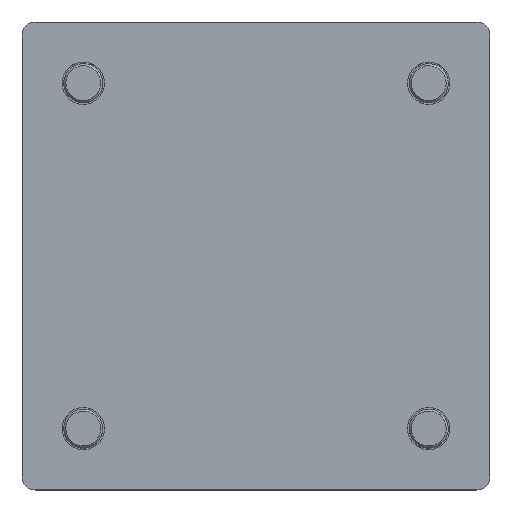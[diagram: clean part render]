
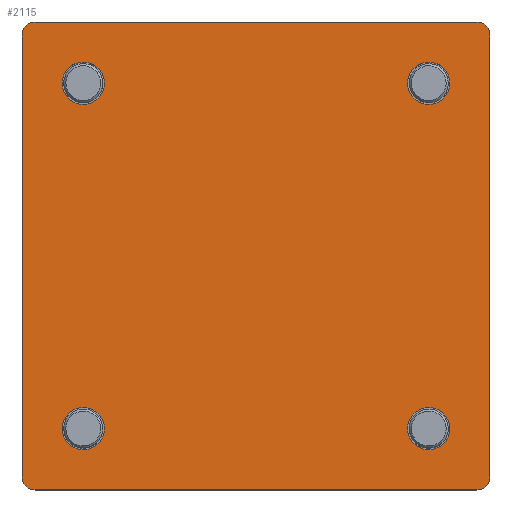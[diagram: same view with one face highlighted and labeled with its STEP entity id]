
A CAD part, top view. The second image highlights one B-rep face of the part: STEP entity #2115.
In plain terms, the highlighted planar face has unit normal (0, 0, 1).
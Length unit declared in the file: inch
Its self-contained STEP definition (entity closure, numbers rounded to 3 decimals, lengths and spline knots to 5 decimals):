
#31 = AXIS2_PLACEMENT_3D ( 'NONE', #1055, #792, #1851 ) ;
#66 = VERTEX_POINT ( 'NONE', #3145 ) ;
#71 = VERTEX_POINT ( 'NONE', #1222 ) ;
#127 = DIRECTION ( 'NONE',  ( 0., -1., 0. ) ) ;
#131 = VECTOR ( 'NONE', #127, 39.37008 ) ;
#138 = CIRCLE ( 'NONE', #1689, 0.203 ) ;
#139 = CARTESIAN_POINT ( 'NONE',  ( 1.458, -1.661, 0.625 ) ) ;
#150 = FACE_BOUND ( 'NONE', #1148, .T. ) ;
#209 = VERTEX_POINT ( 'NONE', #3065 ) ;
#309 = CARTESIAN_POINT ( 'NONE',  ( -2.25, 2.25, 0.625 ) ) ;
#318 = ORIENTED_EDGE ( 'NONE', *, *, #2922, .F. ) ;
#325 = CARTESIAN_POINT ( 'NONE',  ( -2.125, 2.25, 0.625 ) ) ;
#348 = DIRECTION ( 'NONE',  ( 0., 0., 1. ) ) ;
#396 = ORIENTED_EDGE ( 'NONE', *, *, #1572, .T. ) ;
#423 = AXIS2_PLACEMENT_3D ( 'NONE', #2666, #1254, #1274 ) ;
#428 = ORIENTED_EDGE ( 'NONE', *, *, #1548, .T. ) ;
#445 = ORIENTED_EDGE ( 'NONE', *, *, #2549, .F. ) ;
#448 = DIRECTION ( 'NONE',  ( -1., 0., 0. ) ) ;
#453 = EDGE_CURVE ( 'NONE', #2019, #3107, #2595, .T. ) ;
#480 = CIRCLE ( 'NONE', #1708, 0.203 ) ;
#493 = DIRECTION ( 'NONE',  ( -1., 0., 0. ) ) ;
#558 = DIRECTION ( 'NONE',  ( -1., 0., 0. ) ) ;
#573 = EDGE_LOOP ( 'NONE', ( #1275, #966 ) ) ;
#589 = ORIENTED_EDGE ( 'NONE', *, *, #3024, .T. ) ;
#611 = AXIS2_PLACEMENT_3D ( 'NONE', #3463, #1832, #1015 ) ;
#615 = VERTEX_POINT ( 'NONE', #3468 ) ;
#640 = CARTESIAN_POINT ( 'NONE',  ( 1.458, 1.661, 0.625 ) ) ;
#654 = CARTESIAN_POINT ( 'NONE',  ( -2.125, -2.25, 0.625 ) ) ;
#657 = CARTESIAN_POINT ( 'NONE',  ( -1.661, 1.661, 0.625 ) ) ;
#671 = DIRECTION ( 'NONE',  ( -1., 0., 0. ) ) ;
#693 = FACE_BOUND ( 'NONE', #573, .T. ) ;
#718 = ORIENTED_EDGE ( 'NONE', *, *, #2056, .T. ) ;
#732 = PLANE ( 'NONE',  #423 ) ;
#742 = DIRECTION ( 'NONE',  ( 0., 0., 1. ) ) ;
#792 = DIRECTION ( 'NONE',  ( 0., 0., 1. ) ) ;
#817 = AXIS2_PLACEMENT_3D ( 'NONE', #1968, #2774, #1639 ) ;
#858 = DIRECTION ( 'NONE',  ( 0., 1., 0. ) ) ;
#870 = CIRCLE ( 'NONE', #2308, 0.203 ) ;
#883 = CARTESIAN_POINT ( 'NONE',  ( 1.864, -1.661, 0.625 ) ) ;
#898 = CARTESIAN_POINT ( 'NONE',  ( -2.25, -2.25, 0.625 ) ) ;
#925 = VERTEX_POINT ( 'NONE', #1515 ) ;
#953 = VERTEX_POINT ( 'NONE', #1545 ) ;
#966 = ORIENTED_EDGE ( 'NONE', *, *, #3074, .F. ) ;
#1015 = DIRECTION ( 'NONE',  ( -1., 0., 0. ) ) ;
#1049 = CARTESIAN_POINT ( 'NONE',  ( 1.661, -1.661, 0.625 ) ) ;
#1055 = CARTESIAN_POINT ( 'NONE',  ( -1.661, -1.661, 0.625 ) ) ;
#1087 = CARTESIAN_POINT ( 'NONE',  ( 1.661, 1.661, 0.625 ) ) ;
#1146 = VERTEX_POINT ( 'NONE', #325 ) ;
#1148 = EDGE_LOOP ( 'NONE', ( #3151, #445 ) ) ;
#1217 = AXIS2_PLACEMENT_3D ( 'NONE', #1049, #1843, #493 ) ;
#1222 = CARTESIAN_POINT ( 'NONE',  ( -1.864, 1.661, 0.625 ) ) ;
#1254 = DIRECTION ( 'NONE',  ( 0., 0., -1. ) ) ;
#1274 = DIRECTION ( 'NONE',  ( -1., 0., 0. ) ) ;
#1275 = ORIENTED_EDGE ( 'NONE', *, *, #2669, .F. ) ;
#1288 = VERTEX_POINT ( 'NONE', #654 ) ;
#1304 = ORIENTED_EDGE ( 'NONE', *, *, #2020, .T. ) ;
#1308 = FACE_BOUND ( 'NONE', #3299, .T. ) ;
#1408 = VERTEX_POINT ( 'NONE', #3432 ) ;
#1449 = CIRCLE ( 'NONE', #2317, 0.125 ) ;
#1505 = DIRECTION ( 'NONE',  ( -1., 0., 0. ) ) ;
#1515 = CARTESIAN_POINT ( 'NONE',  ( -1.458, -1.661, 0.625 ) ) ;
#1545 = CARTESIAN_POINT ( 'NONE',  ( -1.458, 1.661, 0.625 ) ) ;
#1548 = EDGE_CURVE ( 'NONE', #1697, #1288, #2978, .T. ) ;
#1552 = CARTESIAN_POINT ( 'NONE',  ( -1.661, -1.661, 0.625 ) ) ;
#1568 = CIRCLE ( 'NONE', #31, 0.203 ) ;
#1572 = EDGE_CURVE ( 'NONE', #1288, #2271, #2414, .T. ) ;
#1580 = DIRECTION ( 'NONE',  ( -1., 0., 0. ) ) ;
#1600 = DIRECTION ( 'NONE',  ( 1., 0., 0. ) ) ;
#1634 = DIRECTION ( 'NONE',  ( 0., 0., 1. ) ) ;
#1639 = DIRECTION ( 'NONE',  ( -1., 0., 0. ) ) ;
#1645 = AXIS2_PLACEMENT_3D ( 'NONE', #657, #2846, #1505 ) ;
#1649 = DIRECTION ( 'NONE',  ( -1., 0., 0. ) ) ;
#1689 = AXIS2_PLACEMENT_3D ( 'NONE', #2059, #3111, #3379 ) ;
#1697 = VERTEX_POINT ( 'NONE', #2160 ) ;
#1708 = AXIS2_PLACEMENT_3D ( 'NONE', #1552, #2102, #448 ) ;
#1741 = ORIENTED_EDGE ( 'NONE', *, *, #3525, .F. ) ;
#1832 = DIRECTION ( 'NONE',  ( 0., 0., 1. ) ) ;
#1834 = EDGE_CURVE ( 'NONE', #3020, #1408, #2372, .T. ) ;
#1842 = CIRCLE ( 'NONE', #2306, 0.203 ) ;
#1843 = DIRECTION ( 'NONE',  ( 0., 0., 1. ) ) ;
#1846 = CARTESIAN_POINT ( 'NONE',  ( 1.661, 1.661, 0.625 ) ) ;
#1851 = DIRECTION ( 'NONE',  ( -1., 0., 0. ) ) ;
#1889 = DIRECTION ( 'NONE',  ( -1., 0., 0. ) ) ;
#1947 = LINE ( 'NONE', #309, #2857 ) ;
#1948 = CARTESIAN_POINT ( 'NONE',  ( -1.661, 1.661, 0.625 ) ) ;
#1968 = CARTESIAN_POINT ( 'NONE',  ( 2.125, 2.125, 0.625 ) ) ;
#1987 = ORIENTED_EDGE ( 'NONE', *, *, #453, .F. ) ;
#1993 = LINE ( 'NONE', #898, #131 ) ;
#2017 = CARTESIAN_POINT ( 'NONE',  ( -2.125, -2.125, 0.625 ) ) ;
#2019 = VERTEX_POINT ( 'NONE', #883 ) ;
#2020 = EDGE_CURVE ( 'NONE', #2893, #1697, #1993, .T. ) ;
#2056 = EDGE_CURVE ( 'NONE', #1146, #2893, #1449, .T. ) ;
#2059 = CARTESIAN_POINT ( 'NONE',  ( 1.661, -1.661, 0.625 ) ) ;
#2102 = DIRECTION ( 'NONE',  ( 0., 0., 1. ) ) ;
#2115 = ADVANCED_FACE ( 'NONE', ( #693, #3158, #2359, #1308, #150 ), #732, .F. ) ;
#2154 = CIRCLE ( 'NONE', #2599, 0.203 ) ;
#2160 = CARTESIAN_POINT ( 'NONE',  ( -2.25, -2.125, 0.625 ) ) ;
#2204 = AXIS2_PLACEMENT_3D ( 'NONE', #2017, #3081, #671 ) ;
#2237 = LINE ( 'NONE', #3304, #3150 ) ;
#2271 = VERTEX_POINT ( 'NONE', #2449 ) ;
#2287 = CIRCLE ( 'NONE', #1645, 0.203 ) ;
#2306 = AXIS2_PLACEMENT_3D ( 'NONE', #1948, #1634, #1889 ) ;
#2308 = AXIS2_PLACEMENT_3D ( 'NONE', #1087, #3262, #558 ) ;
#2317 = AXIS2_PLACEMENT_3D ( 'NONE', #2841, #348, #3400 ) ;
#2335 = EDGE_CURVE ( 'NONE', #66, #3020, #2237, .T. ) ;
#2359 = FACE_OUTER_BOUND ( 'NONE', #2869, .T. ) ;
#2370 = VECTOR ( 'NONE', #1600, 39.37008 ) ;
#2372 = CIRCLE ( 'NONE', #817, 0.125 ) ;
#2414 = LINE ( 'NONE', #3489, #2370 ) ;
#2449 = CARTESIAN_POINT ( 'NONE',  ( 2.125, -2.25, 0.625 ) ) ;
#2549 = EDGE_CURVE ( 'NONE', #925, #615, #1568, .T. ) ;
#2590 = ORIENTED_EDGE ( 'NONE', *, *, #2935, .T. ) ;
#2595 = CIRCLE ( 'NONE', #1217, 0.203 ) ;
#2599 = AXIS2_PLACEMENT_3D ( 'NONE', #1846, #742, #1580 ) ;
#2617 = ORIENTED_EDGE ( 'NONE', *, *, #2335, .T. ) ;
#2666 = CARTESIAN_POINT ( 'NONE',  ( -2.25, 2.25, 0.625 ) ) ;
#2669 = EDGE_CURVE ( 'NONE', #71, #953, #1842, .T. ) ;
#2720 = CARTESIAN_POINT ( 'NONE',  ( -2.25, 2.125, 0.625 ) ) ;
#2774 = DIRECTION ( 'NONE',  ( 0., 0., 1. ) ) ;
#2841 = CARTESIAN_POINT ( 'NONE',  ( -2.125, 2.125, 0.625 ) ) ;
#2846 = DIRECTION ( 'NONE',  ( 0., 0., 1. ) ) ;
#2857 = VECTOR ( 'NONE', #1649, 39.37008 ) ;
#2869 = EDGE_LOOP ( 'NONE', ( #1304, #428, #396, #589, #2617, #2951, #2590, #718 ) ) ;
#2886 = CIRCLE ( 'NONE', #611, 0.125 ) ;
#2893 = VERTEX_POINT ( 'NONE', #2720 ) ;
#2922 = EDGE_CURVE ( 'NONE', #209, #3063, #870, .T. ) ;
#2935 = EDGE_CURVE ( 'NONE', #1408, #1146, #1947, .T. ) ;
#2951 = ORIENTED_EDGE ( 'NONE', *, *, #1834, .T. ) ;
#2978 = CIRCLE ( 'NONE', #2204, 0.125 ) ;
#3020 = VERTEX_POINT ( 'NONE', #3209 ) ;
#3024 = EDGE_CURVE ( 'NONE', #2271, #66, #2886, .T. ) ;
#3063 = VERTEX_POINT ( 'NONE', #640 ) ;
#3065 = CARTESIAN_POINT ( 'NONE',  ( 1.864, 1.661, 0.625 ) ) ;
#3074 = EDGE_CURVE ( 'NONE', #953, #71, #2287, .T. ) ;
#3081 = DIRECTION ( 'NONE',  ( 0., 0., 1. ) ) ;
#3107 = VERTEX_POINT ( 'NONE', #139 ) ;
#3111 = DIRECTION ( 'NONE',  ( 0., 0., 1. ) ) ;
#3145 = CARTESIAN_POINT ( 'NONE',  ( 2.25, -2.125, 0.625 ) ) ;
#3148 = EDGE_CURVE ( 'NONE', #3063, #209, #2154, .T. ) ;
#3150 = VECTOR ( 'NONE', #858, 39.37008 ) ;
#3151 = ORIENTED_EDGE ( 'NONE', *, *, #3173, .F. ) ;
#3158 = FACE_BOUND ( 'NONE', #3327, .T. ) ;
#3173 = EDGE_CURVE ( 'NONE', #615, #925, #480, .T. ) ;
#3209 = CARTESIAN_POINT ( 'NONE',  ( 2.25, 2.125, 0.625 ) ) ;
#3262 = DIRECTION ( 'NONE',  ( 0., 0., 1. ) ) ;
#3299 = EDGE_LOOP ( 'NONE', ( #1741, #1987 ) ) ;
#3304 = CARTESIAN_POINT ( 'NONE',  ( 2.25, -2.25, 0.625 ) ) ;
#3327 = EDGE_LOOP ( 'NONE', ( #3373, #318 ) ) ;
#3373 = ORIENTED_EDGE ( 'NONE', *, *, #3148, .F. ) ;
#3379 = DIRECTION ( 'NONE',  ( -1., 0., 0. ) ) ;
#3400 = DIRECTION ( 'NONE',  ( -1., 0., 0. ) ) ;
#3432 = CARTESIAN_POINT ( 'NONE',  ( 2.125, 2.25, 0.625 ) ) ;
#3463 = CARTESIAN_POINT ( 'NONE',  ( 2.125, -2.125, 0.625 ) ) ;
#3468 = CARTESIAN_POINT ( 'NONE',  ( -1.864, -1.661, 0.625 ) ) ;
#3489 = CARTESIAN_POINT ( 'NONE',  ( -2.25, -2.25, 0.625 ) ) ;
#3525 = EDGE_CURVE ( 'NONE', #3107, #2019, #138, .T. ) ;
